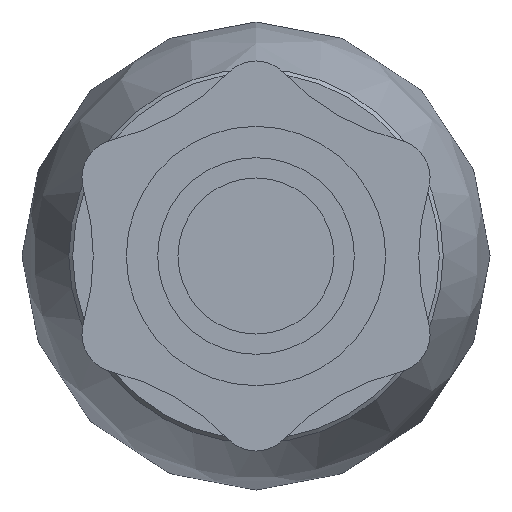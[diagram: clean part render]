
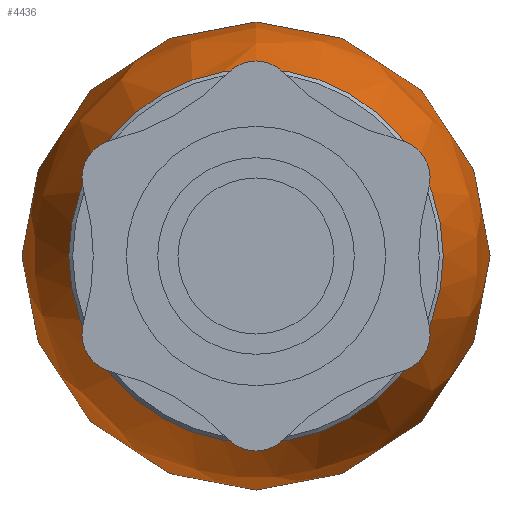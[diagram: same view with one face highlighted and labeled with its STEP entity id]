
A CAD part, front view. The second image highlights one B-rep face of the part: STEP entity #4436.
In plain terms, the highlighted free-form (B-spline) face has degree [2, 2] with [3, 9] control points.
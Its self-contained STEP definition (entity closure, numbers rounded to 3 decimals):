
#12=(
BOUNDED_CURVE()
B_SPLINE_CURVE(2,(#9729,#9730,#9731),.UNSPECIFIED.,.F.,.F.)
B_SPLINE_CURVE_WITH_KNOTS((3,3),(-0.46,0.46),
 .UNSPECIFIED.)
CURVE()
GEOMETRIC_REPRESENTATION_ITEM()
RATIONAL_B_SPLINE_CURVE((1.,0.896,1.))
REPRESENTATION_ITEM($)
);
#13=(
BOUNDED_SURFACE()
B_SPLINE_SURFACE(2,2,((#9702,#9703,#9704,#9705,#9706,#9707,#9708,#9709,
#9710),(#9711,#9712,#9713,#9714,#9715,#9716,#9717,#9718,#9719),(#9720,#9721,
#9722,#9723,#9724,#9725,#9726,#9727,#9728)),.UNSPECIFIED.,.F.,.T.,.F.)
B_SPLINE_SURFACE_WITH_KNOTS((3,3),(3,2,2,2,3),(-0.46,0.46),
(-3.142,-1.571,0.,1.571,3.142),
 .UNSPECIFIED.)
GEOMETRIC_REPRESENTATION_ITEM()
RATIONAL_B_SPLINE_SURFACE(((1.,0.707,1.,0.707,1.,
0.707,1.,0.707,1.),(0.896,0.633,
0.896,0.633,0.896,0.633,0.896,
0.633,0.896),(1.,0.707,1.,0.707,
1.,0.707,1.,0.707,1.)))
REPRESENTATION_ITEM($)
SURFACE()
);
#1272=FACE_OUTER_BOUND($,#1572,.T.);
#1572=EDGE_LOOP($,(#4061,#4062,#4063,#4064,#4065,#4066));
#1676=CIRCLE($,#4750,24.);
#1677=CIRCLE($,#4751,24.);
#1715=CIRCLE($,#4815,24.);
#1716=CIRCLE($,#4816,24.);
#2109=VERTEX_POINT($,#9564);
#2110=VERTEX_POINT($,#9565);
#2148=VERTEX_POINT($,#9680);
#2149=VERTEX_POINT($,#9681);
#2734=EDGE_CURVE($,#2109,#2110,#1676,.T.);
#2735=EDGE_CURVE($,#2110,#2109,#1677,.T.);
#2785=EDGE_CURVE($,#2148,#2149,#1715,.T.);
#2786=EDGE_CURVE($,#2149,#2148,#1716,.T.);
#2792=EDGE_CURVE($,#2149,#2110,#12,.T.);
#4061=ORIENTED_EDGE($,*,*,#2785,.F.);
#4062=ORIENTED_EDGE($,*,*,#2786,.F.);
#4063=ORIENTED_EDGE($,*,*,#2792,.T.);
#4064=ORIENTED_EDGE($,*,*,#2735,.T.);
#4065=ORIENTED_EDGE($,*,*,#2734,.T.);
#4066=ORIENTED_EDGE($,*,*,#2792,.F.);
#4436=ADVANCED_FACE($,(#1272),#13,.F.);
#4750=AXIS2_PLACEMENT_3D($,#9566,#5707,#5708);
#4751=AXIS2_PLACEMENT_3D($,#9567,#5709,#5710);
#4815=AXIS2_PLACEMENT_3D($,#9682,#5849,#5850);
#4816=AXIS2_PLACEMENT_3D($,#9683,#5851,#5852);
#5707=DIRECTION('center_axis',(0.,-1.,0.));
#5708=DIRECTION('ref_axis',(1.,0.,0.));
#5709=DIRECTION('center_axis',(0.,-1.,0.));
#5710=DIRECTION('ref_axis',(1.,0.,0.));
#5849=DIRECTION('center_axis',(0.,-1.,0.));
#5850=DIRECTION('ref_axis',(1.,0.,0.));
#5851=DIRECTION('center_axis',(0.,-1.,0.));
#5852=DIRECTION('ref_axis',(1.,0.,0.));
#9564=CARTESIAN_POINT('',(24.,81.197,0.));
#9565=CARTESIAN_POINT('',(0.,81.197,24.));
#9566=CARTESIAN_POINT('Origin',(0.,81.197,0.));
#9567=CARTESIAN_POINT('Origin',(0.,81.197,0.));
#9680=CARTESIAN_POINT('',(24.,30.003,0.));
#9681=CARTESIAN_POINT('',(0.,30.003,24.));
#9682=CARTESIAN_POINT('Origin',(0.,30.003,0.));
#9683=CARTESIAN_POINT('Origin',(0.,30.003,0.));
#9702=CARTESIAN_POINT('Ctrl Pts',(0.,81.197,24.));
#9703=CARTESIAN_POINT('Ctrl Pts',(-24.,81.197,24.));
#9704=CARTESIAN_POINT('Ctrl Pts',(-24.,81.197,0.));
#9705=CARTESIAN_POINT('Ctrl Pts',(-24.,81.197,-24.));
#9706=CARTESIAN_POINT('Ctrl Pts',(0.,81.197,-24.));
#9707=CARTESIAN_POINT('Ctrl Pts',(24.,81.197,-24.));
#9708=CARTESIAN_POINT('Ctrl Pts',(24.,81.197,0.));
#9709=CARTESIAN_POINT('Ctrl Pts',(24.,81.197,24.));
#9710=CARTESIAN_POINT('Ctrl Pts',(0.,81.197,24.));
#9711=CARTESIAN_POINT('Ctrl Pts',(0.,55.6,36.698));
#9712=CARTESIAN_POINT('Ctrl Pts',(-36.698,55.6,36.698));
#9713=CARTESIAN_POINT('Ctrl Pts',(-36.698,55.6,0.));
#9714=CARTESIAN_POINT('Ctrl Pts',(-36.698,55.6,-36.698));
#9715=CARTESIAN_POINT('Ctrl Pts',(0.,55.6,-36.698));
#9716=CARTESIAN_POINT('Ctrl Pts',(36.698,55.6,-36.698));
#9717=CARTESIAN_POINT('Ctrl Pts',(36.698,55.6,0.));
#9718=CARTESIAN_POINT('Ctrl Pts',(36.698,55.6,36.698));
#9719=CARTESIAN_POINT('Ctrl Pts',(0.,55.6,36.698));
#9720=CARTESIAN_POINT('Ctrl Pts',(0.,30.003,24.));
#9721=CARTESIAN_POINT('Ctrl Pts',(-24.,30.003,24.));
#9722=CARTESIAN_POINT('Ctrl Pts',(-24.,30.003,0.));
#9723=CARTESIAN_POINT('Ctrl Pts',(-24.,30.003,-24.));
#9724=CARTESIAN_POINT('Ctrl Pts',(0.,30.003,-24.));
#9725=CARTESIAN_POINT('Ctrl Pts',(24.,30.003,-24.));
#9726=CARTESIAN_POINT('Ctrl Pts',(24.,30.003,0.));
#9727=CARTESIAN_POINT('Ctrl Pts',(24.,30.003,24.));
#9728=CARTESIAN_POINT('Ctrl Pts',(0.,30.003,24.));
#9729=CARTESIAN_POINT('Ctrl Pts',(0.,30.003,24.));
#9730=CARTESIAN_POINT('Ctrl Pts',(0.,55.6,36.698));
#9731=CARTESIAN_POINT('Ctrl Pts',(0.,81.197,24.));
